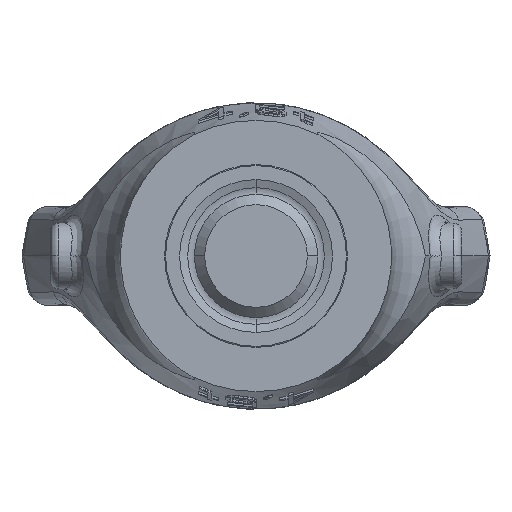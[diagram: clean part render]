
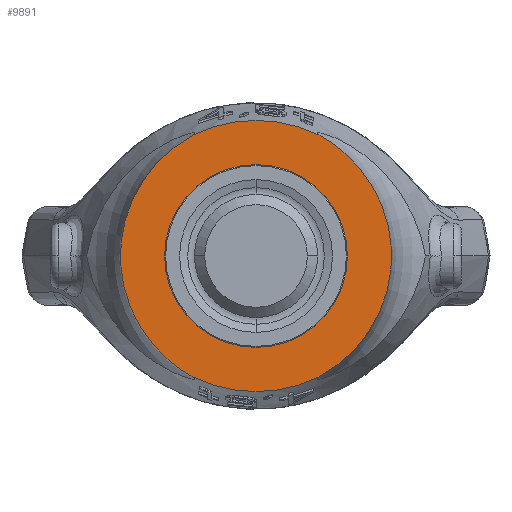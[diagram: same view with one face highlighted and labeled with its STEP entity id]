
A CAD part, front view. The second image highlights one B-rep face of the part: STEP entity #9891.
In plain terms, the highlighted planar face has unit normal (0, -1, 0).
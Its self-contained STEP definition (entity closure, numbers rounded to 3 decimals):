
#1981=CARTESIAN_POINT('',(15.317,0.,-29.461));
#1982=CARTESIAN_POINT('',(16.35,0.,-28.897));
#1983=CARTESIAN_POINT('',(18.342,0.,-27.674));
#1984=CARTESIAN_POINT('',(21.123,0.,-25.551));
#1985=CARTESIAN_POINT('',(23.659,0.,-23.172));
#1986=CARTESIAN_POINT('',(25.929,0.,-20.561));
#1987=CARTESIAN_POINT('',(27.911,0.,-17.747));
#1988=CARTESIAN_POINT('',(29.589,0.,-14.759));
#1989=CARTESIAN_POINT('',(30.948,0.,-11.629));
#1990=CARTESIAN_POINT('',(31.977,0.,-8.387));
#1991=CARTESIAN_POINT('',(32.668,0.,-5.064));
#1992=CARTESIAN_POINT('',(33.014,0.,-1.693));
#1993=CARTESIAN_POINT('',(33.014,0.,1.693));
#1994=CARTESIAN_POINT('',(32.668,0.,5.064));
#1995=CARTESIAN_POINT('',(31.977,0.,8.387));
#1996=CARTESIAN_POINT('',(30.948,0.,11.629));
#1997=CARTESIAN_POINT('',(29.589,0.,14.759));
#1998=CARTESIAN_POINT('',(27.911,0.,17.747));
#1999=CARTESIAN_POINT('',(25.929,0.,20.561));
#2000=CARTESIAN_POINT('',(23.659,0.,23.172));
#2001=CARTESIAN_POINT('',(21.123,0.,25.551));
#2002=CARTESIAN_POINT('',(18.342,0.,27.674));
#2003=CARTESIAN_POINT('',(16.35,0.,28.897));
#2004=CARTESIAN_POINT('',(15.317,0.,29.461));
#2006=CARTESIAN_POINT('',(15.317,0.,-29.461));
#2007=CARTESIAN_POINT('',(14.562,0.,-29.831));
#2008=CARTESIAN_POINT('',(11.769,0.,-31.075));
#2009=CARTESIAN_POINT('',(6.676,0.,-32.575));
#2010=CARTESIAN_POINT('',(0.,0.,-33.213));
#2011=CARTESIAN_POINT('',(-6.676,0.,-32.575));
#2012=CARTESIAN_POINT('',(-11.769,0.,-31.075));
#2013=CARTESIAN_POINT('',(-14.562,0.,-29.831));
#2014=CARTESIAN_POINT('',(-15.317,0.,-29.461));
#2016=CARTESIAN_POINT('',(15.317,0.,29.461));
#2017=CARTESIAN_POINT('',(14.562,0.,29.831));
#2018=CARTESIAN_POINT('',(11.769,0.,31.075));
#2019=CARTESIAN_POINT('',(6.676,0.,32.575));
#2020=CARTESIAN_POINT('',(0.,0.,33.213));
#2021=CARTESIAN_POINT('',(-6.676,0.,32.575));
#2022=CARTESIAN_POINT('',(-11.769,0.,31.075));
#2023=CARTESIAN_POINT('',(-14.562,0.,29.831));
#2024=CARTESIAN_POINT('',(-15.317,0.,29.461));
#2026=CARTESIAN_POINT('',(0.,0.,0.));
#2027=DIRECTION('',(0.,-1.,0.));
#2028=DIRECTION('',(1.,0.,0.));
#2029=AXIS2_PLACEMENT_3D('',#2026,#2027,#2028);
#2031=CARTESIAN_POINT('',(0.,0.,0.));
#2032=DIRECTION('',(0.,-1.,0.));
#2033=DIRECTION('',(-1.,0.,0.));
#2034=AXIS2_PLACEMENT_3D('',#2031,#2032,#2033);
#2036=CARTESIAN_POINT('',(-15.317,0.,29.461));
#2037=CARTESIAN_POINT('',(-16.35,0.,28.897));
#2038=CARTESIAN_POINT('',(-18.342,0.,27.674));
#2039=CARTESIAN_POINT('',(-21.123,0.,25.551));
#2040=CARTESIAN_POINT('',(-23.659,0.,23.172));
#2041=CARTESIAN_POINT('',(-25.929,0.,20.56));
#2042=CARTESIAN_POINT('',(-27.912,0.,17.746));
#2043=CARTESIAN_POINT('',(-29.589,0.,14.759));
#2044=CARTESIAN_POINT('',(-30.948,0.,11.629));
#2045=CARTESIAN_POINT('',(-31.977,0.,8.386));
#2046=CARTESIAN_POINT('',(-32.668,0.,5.064));
#2047=CARTESIAN_POINT('',(-33.014,0.,1.693));
#2048=CARTESIAN_POINT('',(-33.014,0.,-1.693));
#2049=CARTESIAN_POINT('',(-32.668,0.,-5.064));
#2050=CARTESIAN_POINT('',(-31.977,0.,-8.386));
#2051=CARTESIAN_POINT('',(-30.948,0.,-11.629));
#2052=CARTESIAN_POINT('',(-29.589,0.,-14.759));
#2053=CARTESIAN_POINT('',(-27.912,0.,-17.746));
#2054=CARTESIAN_POINT('',(-25.929,0.,-20.56));
#2055=CARTESIAN_POINT('',(-23.659,0.,-23.172));
#2056=CARTESIAN_POINT('',(-21.123,0.,-25.551));
#2057=CARTESIAN_POINT('',(-18.342,0.,-27.674));
#2058=CARTESIAN_POINT('',(-16.35,0.,-28.897));
#2059=CARTESIAN_POINT('',(-15.317,0.,-29.461));
#6791=CARTESIAN_POINT('',(22.25,0.,0.));
#6792=CARTESIAN_POINT('',(-22.25,0.,0.));
#6793=VERTEX_POINT('',#6791);
#6794=VERTEX_POINT('',#6792);
#7516=VERTEX_POINT('',#2016);
#7517=VERTEX_POINT('',#2024);
#7526=VERTEX_POINT('',#2006);
#7527=VERTEX_POINT('',#2014);
#9873=CARTESIAN_POINT('',(-34.304,0.,0.));
#9874=DIRECTION('',(0.,-1.,0.));
#9875=DIRECTION('',(1.,0.,0.));
#9876=AXIS2_PLACEMENT_3D('',#9873,#9874,#9875);
#9877=PLANE('',#9876);
#9878=ORIENTED_EDGE('',*,*,#9866,.F.);
#9879=ORIENTED_EDGE('',*,*,#8201,.T.);
#9881=ORIENTED_EDGE('',*,*,#9880,.F.);
#9882=ORIENTED_EDGE('',*,*,#8605,.F.);
#9883=EDGE_LOOP('',(#9878,#9879,#9881,#9882));
#9884=FACE_OUTER_BOUND('',#9883,.F.);
#9886=ORIENTED_EDGE('',*,*,#9885,.T.);
#9888=ORIENTED_EDGE('',*,*,#9887,.T.);
#9889=EDGE_LOOP('',(#9886,#9888));
#9890=FACE_BOUND('',#9889,.F.);
#9891=ADVANCED_FACE('',(#9884,#9890),#9877,.T.);
#2005=B_SPLINE_CURVE_WITH_KNOTS('',3,(#1981,#1982,#1983,#1984,#1985,#1986,#1987,
#1988,#1989,#1990,#1991,#1992,#1993,#1994,#1995,#1996,#1997,#1998,#1999,#2000,
#2001,#2002,#2003,#2004),.UNSPECIFIED.,.F.,.F.,(4,1,1,1,1,1,1,1,1,1,1,1,1,1,1,1,
1,1,1,1,1,4),(0.,0.048,0.095,0.143,
0.19,0.238,0.286,0.333,
0.381,0.429,0.476,0.524,
0.571,0.619,0.667,0.714,
0.762,0.81,0.857,0.905,
0.952,1.),.UNSPECIFIED.);
#2015=B_SPLINE_CURVE_WITH_KNOTS('',3,(#2006,#2007,#2008,#2009,#2010,#2011,#2012,
#2013,#2014),.UNSPECIFIED.,.F.,.F.,(4,1,1,1,1,1,4),(0.,0.08,
0.29,0.5,0.71,0.92,1.),
.UNSPECIFIED.);
#2025=B_SPLINE_CURVE_WITH_KNOTS('',3,(#2016,#2017,#2018,#2019,#2020,#2021,#2022,
#2023,#2024),.UNSPECIFIED.,.F.,.F.,(4,1,1,1,1,1,4),(0.,0.08,
0.29,0.5,0.71,0.92,1.),
.UNSPECIFIED.);
#2030=CIRCLE('',#2029,22.25);
#2035=CIRCLE('',#2034,22.25);
#2060=B_SPLINE_CURVE_WITH_KNOTS('',3,(#2036,#2037,#2038,#2039,#2040,#2041,#2042,
#2043,#2044,#2045,#2046,#2047,#2048,#2049,#2050,#2051,#2052,#2053,#2054,#2055,
#2056,#2057,#2058,#2059),.UNSPECIFIED.,.F.,.F.,(4,1,1,1,1,1,1,1,1,1,1,1,1,1,1,1,
1,1,1,1,1,4),(0.,0.048,0.095,0.143,
0.19,0.238,0.286,0.333,
0.381,0.429,0.476,0.524,
0.571,0.619,0.667,0.714,
0.762,0.81,0.857,0.905,
0.952,1.),.UNSPECIFIED.);
#8201=EDGE_CURVE('',#7526,#7527,#2015,.T.);
#8605=EDGE_CURVE('',#7516,#7517,#2025,.T.);
#9866=EDGE_CURVE('',#7526,#7516,#2005,.T.);
#9880=EDGE_CURVE('',#7517,#7527,#2060,.T.);
#9885=EDGE_CURVE('',#6793,#6794,#2030,.T.);
#9887=EDGE_CURVE('',#6794,#6793,#2035,.T.);
